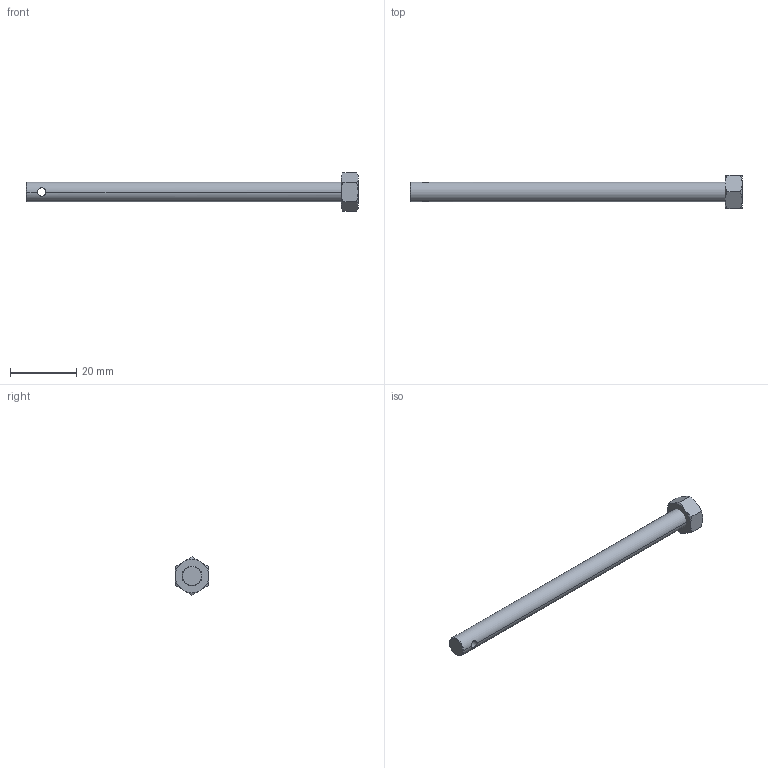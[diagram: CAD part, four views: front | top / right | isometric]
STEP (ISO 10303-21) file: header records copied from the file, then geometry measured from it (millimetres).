
FILE_DESCRIPTION(('CATIA V5 STEP Exchange'),'2;1');
FILE_NAME('ROSIE-001-05-03.stp','2024-03-08T15:36:46+00:00',('none'),('none'),'CATIA Version 5 Release 21 GA (IN-10)','CATIA V5 STEP AP214','none');
FILE_SCHEMA(('AUTOMOTIVE_DESIGN { 1 0 10303 214 1 1 1 1 }'));
Length unit declared in the file: millimetre
Products named in the file (3): ROSIE-001-05-03; DIN 934 - M6; ROSIE-001-05-03-A
Assembly tree (2 placements, depth 2):
  ROSIE-001-05-03
    DIN 934 - M6
    ROSIE-001-05-03-A
Bounding box: 100 x 10 x 11.55 mm (x, y, z)
Volume: 3134 mm3; surface area: 2350.2 mm2
Topology: 2 solids, 2 shells, 32 faces, 82 edges, 52 vertices
Faces by surface type: cone 16, plane 10, cylinder 6
Entity records: 1190 total; most frequent: CARTESIAN_POINT 405, ORIENTED_EDGE 164, DIRECTION 100, EDGE_CURVE 82, VERTEX_POINT 52, AXIS2_PLACEMENT_3D 47, EDGE_LOOP 34, ADVANCED_FACE 32
